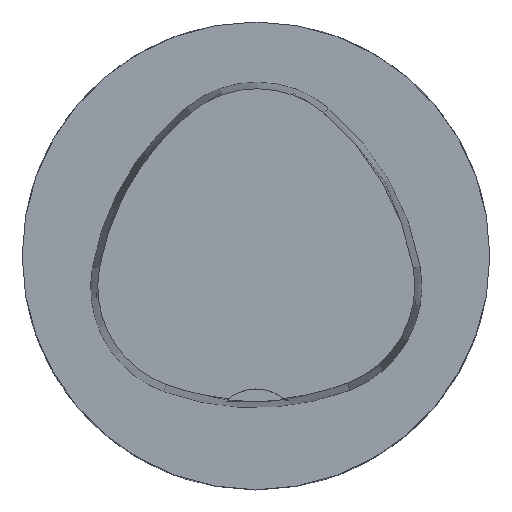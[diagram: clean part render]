
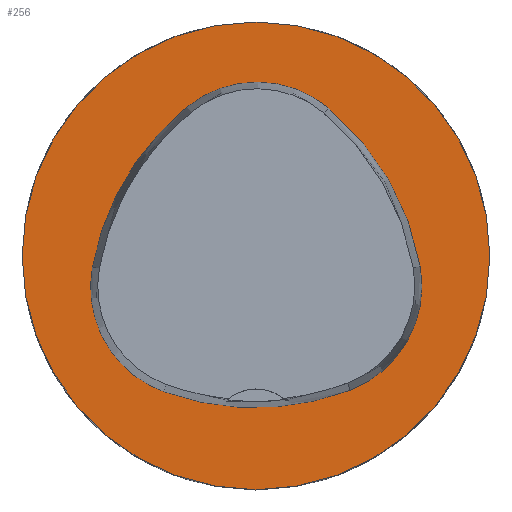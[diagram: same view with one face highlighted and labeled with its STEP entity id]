
A CAD part, top view. The second image highlights one B-rep face of the part: STEP entity #256.
In plain terms, the highlighted planar face has unit normal (0, 0, 1).
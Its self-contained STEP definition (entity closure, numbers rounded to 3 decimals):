
#224=FACE_BOUND('',#367,.T.);
#225=FACE_BOUND('',#368,.T.);
#256=ADVANCED_FACE('',(#224,#225),#277,.T.);
#277=PLANE('',#864);
#367=EDGE_LOOP('',(#478,#479,#480,#481,#482,#483));
#368=EDGE_LOOP('',(#484));
#478=ORIENTED_EDGE('',*,*,#636,.T.);
#479=ORIENTED_EDGE('',*,*,#616,.T.);
#480=ORIENTED_EDGE('',*,*,#620,.T.);
#481=ORIENTED_EDGE('',*,*,#623,.T.);
#482=ORIENTED_EDGE('',*,*,#626,.T.);
#483=ORIENTED_EDGE('',*,*,#634,.T.);
#484=ORIENTED_EDGE('',*,*,#607,.F.);
#552=VERTEX_POINT('',#1210);
#561=VERTEX_POINT('',#1229);
#562=VERTEX_POINT('',#1230);
#565=VERTEX_POINT('',#1238);
#567=VERTEX_POINT('',#1244);
#569=VERTEX_POINT('',#1250);
#576=VERTEX_POINT('',#1271);
#607=EDGE_CURVE('',#552,#552,#669,.T.);
#616=EDGE_CURVE('',#561,#562,#670,.T.);
#620=EDGE_CURVE('',#562,#565,#672,.T.);
#623=EDGE_CURVE('',#565,#567,#674,.T.);
#626=EDGE_CURVE('',#567,#569,#676,.T.);
#634=EDGE_CURVE('',#569,#576,#680,.T.);
#636=EDGE_CURVE('',#576,#561,#682,.T.);
#669=CIRCLE('',#836,31.5);
#670=CIRCLE('',#842,36.);
#672=CIRCLE('',#845,15.);
#674=CIRCLE('',#848,36.);
#676=CIRCLE('',#851,15.);
#680=CIRCLE('',#856,36.);
#682=CIRCLE('',#859,15.);
#836=AXIS2_PLACEMENT_3D('',#1209,#998,#999);
#842=AXIS2_PLACEMENT_3D('',#1228,#1014,#1015);
#845=AXIS2_PLACEMENT_3D('',#1237,#1022,#1023);
#848=AXIS2_PLACEMENT_3D('',#1243,#1029,#1030);
#851=AXIS2_PLACEMENT_3D('',#1249,#1036,#1037);
#856=AXIS2_PLACEMENT_3D('',#1272,#1048,#1049);
#859=AXIS2_PLACEMENT_3D('',#1275,#1054,#1055);
#864=AXIS2_PLACEMENT_3D('',#1280,#1064,#1065);
#998=DIRECTION('',(0.,0.,-1.));
#999=DIRECTION('',(-1.,0.,0.));
#1014=DIRECTION('',(0.,0.,-1.));
#1015=DIRECTION('',(-1.,0.,0.));
#1022=DIRECTION('',(0.,0.,-1.));
#1023=DIRECTION('',(-1.,0.,0.));
#1029=DIRECTION('',(0.,0.,-1.));
#1030=DIRECTION('',(-1.,0.,0.));
#1036=DIRECTION('',(0.,0.,-1.));
#1037=DIRECTION('',(-1.,0.,0.));
#1048=DIRECTION('',(0.,0.,-1.));
#1049=DIRECTION('',(-1.,0.,0.));
#1054=DIRECTION('',(0.,0.,-1.));
#1055=DIRECTION('',(-1.,0.,0.));
#1064=DIRECTION('',(0.,0.,1.));
#1065=DIRECTION('',(1.,0.,0.));
#1209=CARTESIAN_POINT('',(0.,0.,0.));
#1210=CARTESIAN_POINT('',(-31.5,0.,0.));
#1228=CARTESIAN_POINT('',(13.398,-7.893,0.));
#1229=CARTESIAN_POINT('',(-22.041,-1.562,0.));
#1230=CARTESIAN_POINT('',(-9.317,20.036,0.));
#1237=CARTESIAN_POINT('',(0.148,8.399,0.));
#1238=CARTESIAN_POINT('',(9.779,19.898,0.));
#1243=CARTESIAN_POINT('',(-13.337,-7.7,0.));
#1244=CARTESIAN_POINT('',(22.122,-1.48,0.));
#1249=CARTESIAN_POINT('',(7.347,-4.071,0.));
#1250=CARTESIAN_POINT('',(12.693,-18.087,0.));
#1271=CARTESIAN_POINT('',(-12.373,-18.307,0.));
#1272=CARTESIAN_POINT('',(-0.137,15.55,0.));
#1275=CARTESIAN_POINT('',(-7.275,-4.2,0.));
#1280=CARTESIAN_POINT('',(0.,0.,0.));
